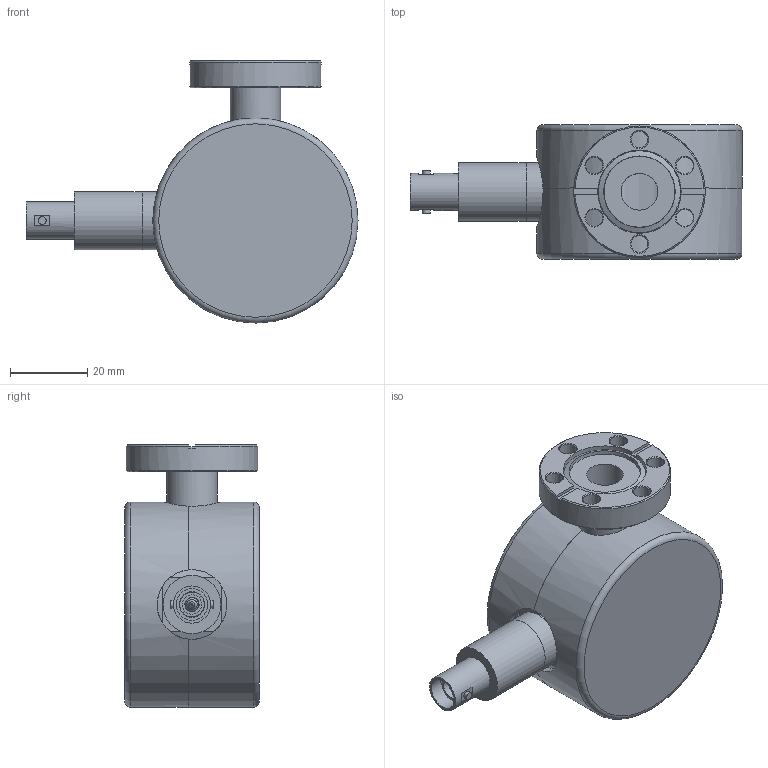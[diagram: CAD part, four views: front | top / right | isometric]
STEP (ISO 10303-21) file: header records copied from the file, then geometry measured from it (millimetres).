
FILE_DESCRIPTION(/* description */ (''),/* implementation_level */ '2;1');
FILE_NAME(/* name */ '4L-ion.stp',/* time_stamp */ '2020-09-29T22:12:56+08:00',/* author */ ('SWPE'),/* organization */ (''),/* preprocessor_version */ 'ST-DEVELOPER v16.1',/* originating_system */ 'Autodesk Inventor 2016',/* authorisation */ '');
FILE_SCHEMA (('AUTOMOTIVE_DESIGN { 1 0 10303 214 3 1 1 }'));
Length unit declared in the file: millimetre
Products named in the file (14): 4L联接刀口; 泵壳; 法兰; 陶瓷; 过渡件; 封接头; 阳极杆; 高压外壳V2; 高压外壳.连接件; 限位钉; 高压组件V2; 下半壳; 上半壳; 4L-ion
Assembly tree (14 placements, depth 3):
  4L-ion
    4L联接刀口
    泵壳
    法兰
    高压组件V2
      陶瓷
      过渡件
      封接头
      阳极杆
      高压外壳V2
      高压外壳.连接件
      限位钉  x2
    下半壳
    上半壳
Bounding box: 85.8 x 34.8 x 67.76 mm (x, y, z)
Volume: 33094.7 mm3; surface area: 36107.2 mm2
Topology: 13 solids, 13 shells, 195 faces, 398 edges, 250 vertices
Faces by surface type: plane 79, cylinder 70, cone 32, torus 14
Full cylindrical faces by diameter (mm): 1.35 x1, 1.5 x4, 2 x2, 3 x1, 3.5 x1, 3.7 x1, 4 x1, 4.4 x6, 4.5 x1, 5 x1, 6.3 x1, 7 x5, 7.2 x1, 8 x2, 8.2 x1, 9.5 x1, 9.6 x1, 11 x1, 12 x2, 13 x5, 13.8 x1, 14 x2, 14.5 x1, 15 x2, 21.2 x1, 21.5 x1, 34 x1, 42 x2, 43.5 x1, 45 x2
Entity records: 5143 total; most frequent: CARTESIAN_POINT 1175, DIRECTION 854, ORIENTED_EDGE 540, AXIS2_PLACEMENT_3D 391, EDGE_LOOP 352, EDGE_CURVE 270, VERTEX_POINT 230, FACE_OUTER_BOUND 190
